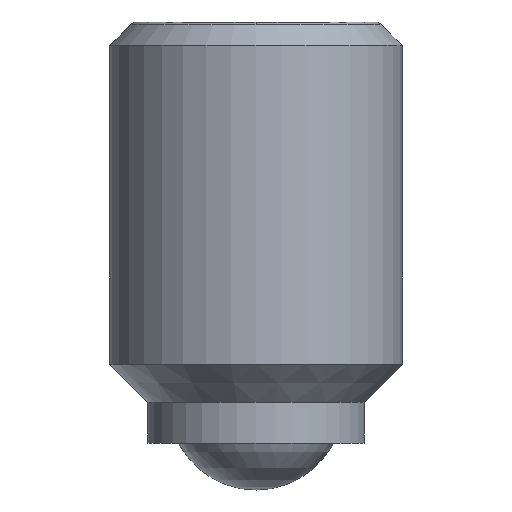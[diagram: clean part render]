
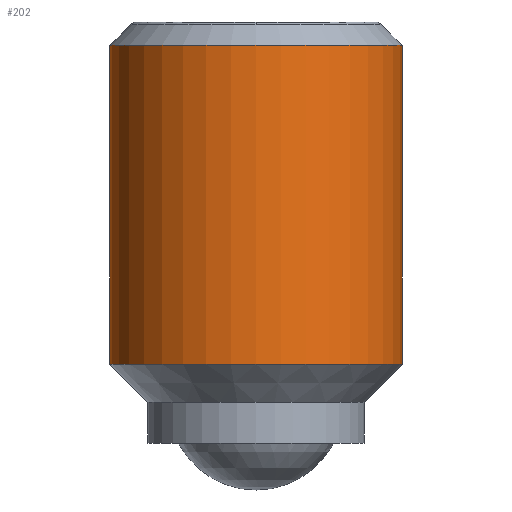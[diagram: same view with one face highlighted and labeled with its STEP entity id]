
A CAD part, front view. The second image highlights one B-rep face of the part: STEP entity #202.
In plain terms, the highlighted cylindrical face has radius 2.5 mm (diameter 5 mm), a partial arc.
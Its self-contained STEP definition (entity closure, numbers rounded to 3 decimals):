
#144=VERTEX_POINT('',#361);
#162=VERTEX_POINT('',#380);
#174=VERTEX_POINT('',#394);
#202=ADVANCED_FACE('',(#425),#426,.T.);
#234=VERTEX_POINT('',#465);
#252=EDGE_CURVE('',#162,#174,#484,.T.);
#268=EDGE_CURVE('',#144,#174,#501,.T.);
#290=EDGE_CURVE('',#234,#162,#524,.T.);
#310=EDGE_CURVE('',#144,#234,#546,.T.);
#361=CARTESIAN_POINT('',(-2.5,0.,-5.85));
#380=CARTESIAN_POINT('',(2.5,0.,-0.4));
#394=CARTESIAN_POINT('',(2.5,0.,-5.85));
#425=FACE_OUTER_BOUND('',#698,.T.);
#426=CYLINDRICAL_SURFACE('',#699,2.5);
#465=CARTESIAN_POINT('',(-2.5,0.,-0.4));
#484=LINE('',#776,#777);
#501=CIRCLE('',#798,2.5);
#524=CIRCLE('',#856,2.5);
#546=LINE('',#896,#897);
#698=EDGE_LOOP('',(#996,#997,#998,#999));
#699=AXIS2_PLACEMENT_3D('',#1000,#1001,#1002);
#776=CARTESIAN_POINT('',(2.5,0.,-3.125));
#777=VECTOR('',#1076,1.0);
#798=AXIS2_PLACEMENT_3D('',#1091,#1092,#1093);
#856=AXIS2_PLACEMENT_3D('',#1108,#1109,#1110);
#896=CARTESIAN_POINT('',(-2.5,0.,-3.125));
#897=VECTOR('',#1135,1.0);
#996=ORIENTED_EDGE('',*,*,#310,.F.);
#997=ORIENTED_EDGE('',*,*,#268,.T.);
#998=ORIENTED_EDGE('',*,*,#252,.F.);
#999=ORIENTED_EDGE('',*,*,#290,.F.);
#1000=CARTESIAN_POINT('',(0.,0.,-3.125));
#1001=DIRECTION('',(-0.0,-0.0,-1.0));
#1002=DIRECTION('',(-1.0,0.,0.0));
#1076=DIRECTION('',(-0.0,-0.0,-1.0));
#1091=CARTESIAN_POINT('',(0.,0.,-5.85));
#1092=DIRECTION('',(0.0,0.0,1.0));
#1093=DIRECTION('',(-1.0,0.,0.0));
#1108=CARTESIAN_POINT('',(0.,0.,-0.4));
#1109=DIRECTION('',(0.0,0.0,1.0));
#1110=DIRECTION('',(-1.0,0.,0.0));
#1135=DIRECTION('',(0.0,0.0,1.0));
